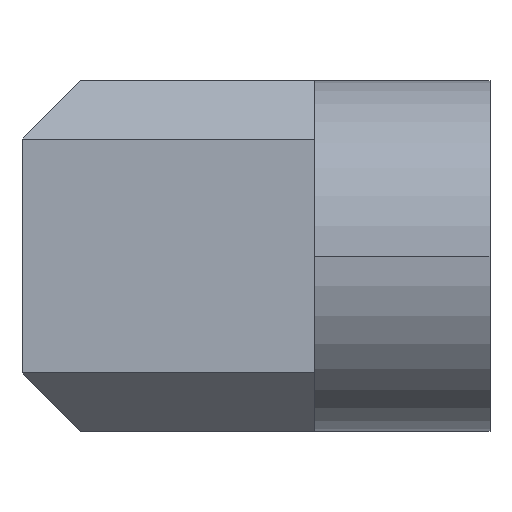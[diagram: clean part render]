
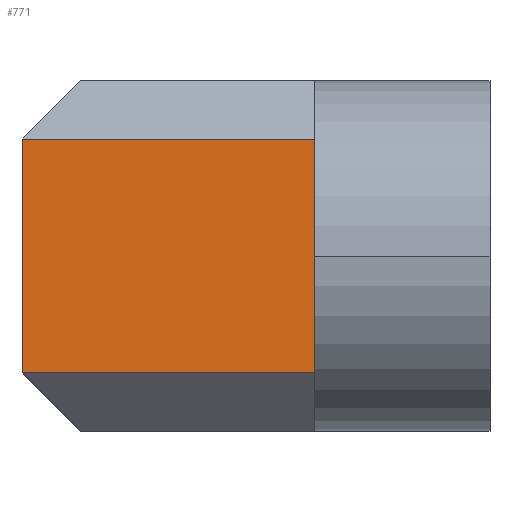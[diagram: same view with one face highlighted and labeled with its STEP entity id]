
A CAD part, front view. The second image highlights one B-rep face of the part: STEP entity #771.
In plain terms, the highlighted planar face has unit normal (0, -1, 0).
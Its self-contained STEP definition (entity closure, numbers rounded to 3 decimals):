
#17 = CARTESIAN_POINT ( 'NONE',  ( -7.5, 70., 2.5 ) ) ;
#19 = VERTEX_POINT ( 'NONE', #75 ) ;
#43 = VECTOR ( 'NONE', #791, 1000. ) ;
#50 = ORIENTED_EDGE ( 'NONE', *, *, #725, .T. ) ;
#65 = ORIENTED_EDGE ( 'NONE', *, *, #482, .F. ) ;
#75 = CARTESIAN_POINT ( 'NONE',  ( -20., 70., 12.5 ) ) ;
#113 = DIRECTION ( 'NONE',  ( 0., 1., 0. ) ) ;
#153 = CARTESIAN_POINT ( 'NONE',  ( -20., 70., 12.5 ) ) ;
#156 = LINE ( 'NONE', #153, #694 ) ;
#215 = CARTESIAN_POINT ( 'NONE',  ( -20., 70., 15. ) ) ;
#249 = DIRECTION ( 'NONE',  ( 0., 0., 1. ) ) ;
#308 = DIRECTION ( 'NONE',  ( 1., 0., 0. ) ) ;
#322 = FACE_OUTER_BOUND ( 'NONE', #578, .T. ) ;
#350 = ORIENTED_EDGE ( 'NONE', *, *, #459, .T. ) ;
#391 = LINE ( 'NONE', #461, #939 ) ;
#398 = CARTESIAN_POINT ( 'NONE',  ( -20., 70., 2.5 ) ) ;
#419 = EDGE_CURVE ( 'NONE', #779, #777, #444, .T. ) ;
#444 = LINE ( 'NONE', #604, #620 ) ;
#448 = CARTESIAN_POINT ( 'NONE',  ( -7.5, 70., 12.5 ) ) ;
#459 = EDGE_CURVE ( 'NONE', #723, #19, #156, .T. ) ;
#461 = CARTESIAN_POINT ( 'NONE',  ( -7.5, 70., 15. ) ) ;
#477 = CARTESIAN_POINT ( 'NONE',  ( -7.5, 70., 15. ) ) ;
#479 = ORIENTED_EDGE ( 'NONE', *, *, #419, .T. ) ;
#482 = EDGE_CURVE ( 'NONE', #723, #777, #391, .T. ) ;
#578 = EDGE_LOOP ( 'NONE', ( #50, #479, #65, #350 ) ) ;
#604 = CARTESIAN_POINT ( 'NONE',  ( -7.5, 70., 2.5 ) ) ;
#620 = VECTOR ( 'NONE', #308, 1000. ) ;
#662 = DIRECTION ( 'NONE',  ( -1., 0., 0. ) ) ;
#672 = DIRECTION ( 'NONE',  ( 0., 0., -1. ) ) ;
#694 = VECTOR ( 'NONE', #662, 1000. ) ;
#723 = VERTEX_POINT ( 'NONE', #448 ) ;
#725 = EDGE_CURVE ( 'NONE', #19, #779, #742, .T. ) ;
#742 = LINE ( 'NONE', #215, #43 ) ;
#759 = PLANE ( 'NONE',  #783 ) ;
#771 = ADVANCED_FACE ( 'NONE', ( #322 ), #759, .F. ) ;
#777 = VERTEX_POINT ( 'NONE', #17 ) ;
#779 = VERTEX_POINT ( 'NONE', #398 ) ;
#783 = AXIS2_PLACEMENT_3D ( 'NONE', #477, #113, #249 ) ;
#791 = DIRECTION ( 'NONE',  ( 0., 0., -1. ) ) ;
#939 = VECTOR ( 'NONE', #672, 1000. ) ;
